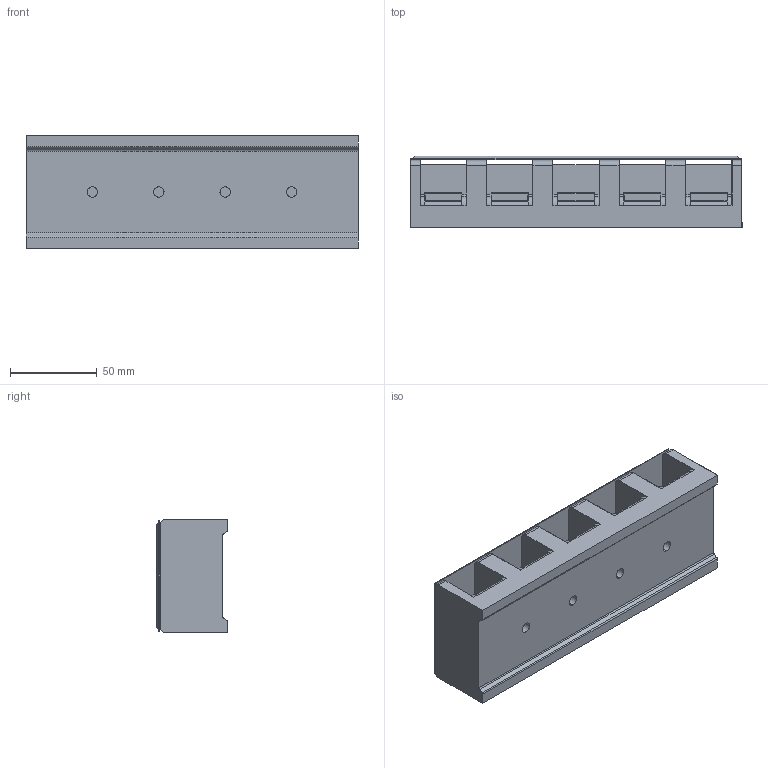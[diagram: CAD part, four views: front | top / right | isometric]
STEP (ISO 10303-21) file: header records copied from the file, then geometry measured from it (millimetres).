
FILE_DESCRIPTION((''),'2;1');
FILE_NAME('5YB574303_ASM','2021-04-15T',('Administrator'),(''),'PRO/ENGINEER BY PARAMETRIC TECHNOLOGY CORPORATION, 2013230','PRO/ENGINEER BY PARAMETRIC TECHNOLOGY CORPORATION, 2013230','');
FILE_SCHEMA(('AUTOMOTIVE_DESIGN { 1 0 10303 214 1 1 1 1 }'));
Length unit declared in the file: millimetre
Products named in the file (1): 5YB574303_ASM
Bounding box: 191.25 x 41.3 x 65.5 mm (x, y, z)
Volume: 189764.5 mm3; surface area: 147871.8 mm2
Topology: 2 solids, 12 shells, 1001 faces, 2892 edges, 1903 vertices
Faces by surface type: plane 548, cylinder 289, cone 70, bspline 60, torus 18, sphere 16
Entity records: 49936 total; most frequent: CARTESIAN_POINT 17237, ORIENTED_EDGE 5752, DIRECTION 4865, EDGE_CURVE 2876, VERTEX_POINT 1903, VECTOR 1751, LINE 1751, AXIS2_PLACEMENT_3D 1557
